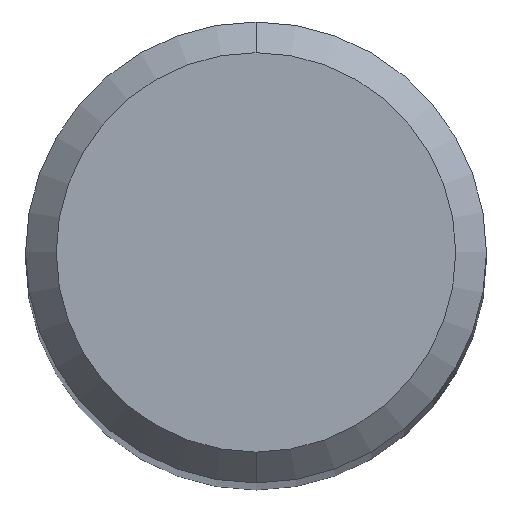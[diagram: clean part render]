
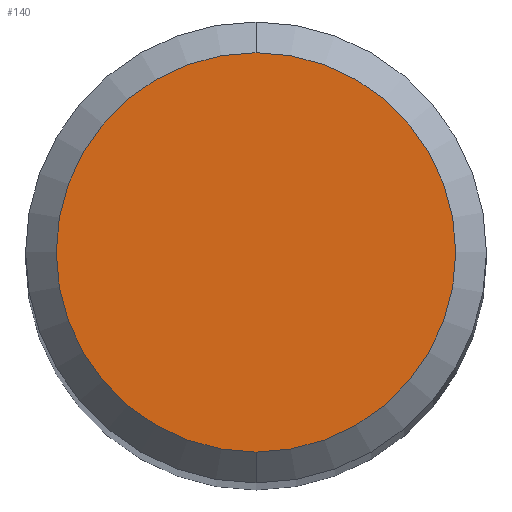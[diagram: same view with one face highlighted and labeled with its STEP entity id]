
A CAD part, top view. The second image highlights one B-rep face of the part: STEP entity #140.
In plain terms, the highlighted planar face has unit normal (0, 0, 1).
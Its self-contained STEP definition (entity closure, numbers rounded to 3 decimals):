
#140=ADVANCED_FACE('',(#348),#349,.T.);
#184=VERTEX_POINT('',#396);
#188=EDGE_CURVE('',#306,#184,#400,.T.);
#190=EDGE_CURVE('',#184,#306,#402,.T.);
#306=VERTEX_POINT('',#535);
#348=FACE_OUTER_BOUND('',#574,.T.);
#349=PLANE('',#575);
#396=CARTESIAN_POINT('',(0.,-1.95,38.98));
#400=CIRCLE('',#643,1.95);
#402=CIRCLE('',#646,1.95);
#535=CARTESIAN_POINT('',(0.0,1.95,38.98));
#574=EDGE_LOOP('',(#859,#860));
#575=AXIS2_PLACEMENT_3D('',#861,#862,#863);
#643=AXIS2_PLACEMENT_3D('',#911,#912,#913);
#646=AXIS2_PLACEMENT_3D('',#914,#915,#916);
#859=ORIENTED_EDGE('',*,*,#188,.F.);
#860=ORIENTED_EDGE('',*,*,#190,.F.);
#861=CARTESIAN_POINT('',(0.0,0.975,38.98));
#862=DIRECTION('',(-0.0,0.0,1.0));
#863=DIRECTION('',(0.0,-1.0,0.0));
#911=CARTESIAN_POINT('',(0.0,0.0,38.98));
#912=DIRECTION('',(0.0,0.0,-1.0));
#913=DIRECTION('',(0.0,1.0,0.0));
#914=CARTESIAN_POINT('',(0.0,0.0,38.98));
#915=DIRECTION('',(0.0,0.0,-1.0));
#916=DIRECTION('',(0.0,1.0,0.0));
